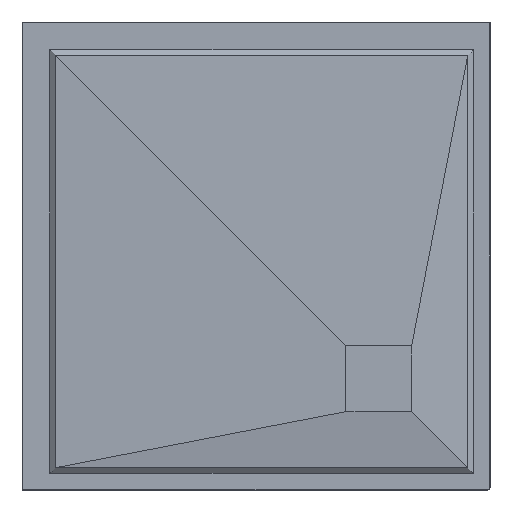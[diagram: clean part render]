
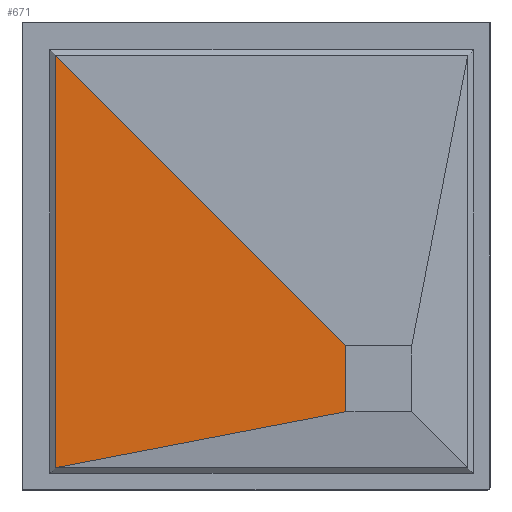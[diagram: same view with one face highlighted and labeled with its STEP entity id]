
A CAD part, front view. The second image highlights one B-rep face of the part: STEP entity #671.
In plain terms, the highlighted planar face has unit normal (-0.024, -1, 0).
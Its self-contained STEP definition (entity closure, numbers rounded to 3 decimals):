
#179 = EDGE_CURVE ( 'NONE', #1791, #273, #283, .T. ) ;
#215 = VECTOR ( 'NONE', #3267, 1000. ) ;
#251 = DIRECTION ( 'NONE',  ( 0.982, -0.023, 0.189 ) ) ;
#273 = VERTEX_POINT ( 'NONE', #3186 ) ;
#283 = LINE ( 'NONE', #1682, #3279 ) ;
#315 = EDGE_CURVE ( 'NONE', #273, #4432, #1744, .T. ) ;
#445 = DIRECTION ( 'NONE',  ( 0., 0., -1. ) ) ;
#474 = CARTESIAN_POINT ( 'NONE',  ( -433., -8., 433. ) ) ;
#671 = ADVANCED_FACE ( 'NONE', ( #1914 ), #1158, .T. ) ;
#1107 = CARTESIAN_POINT ( 'NONE',  ( -433., -8., -457. ) ) ;
#1158 = PLANE ( 'NONE',  #2995 ) ;
#1256 = CARTESIAN_POINT ( 'NONE',  ( -119.5, -15.5, -396.5 ) ) ;
#1682 = CARTESIAN_POINT ( 'NONE',  ( -119.5, -15.5, 119.5 ) ) ;
#1744 = LINE ( 'NONE', #4200, #2711 ) ;
#1791 = VERTEX_POINT ( 'NONE', #2327 ) ;
#1914 = FACE_OUTER_BOUND ( 'NONE', #4051, .T. ) ;
#2202 = VECTOR ( 'NONE', #251, 1000. ) ;
#2327 = CARTESIAN_POINT ( 'NONE',  ( -433., -8., 433. ) ) ;
#2384 = ORIENTED_EDGE ( 'NONE', *, *, #3442, .T. ) ;
#2411 = DIRECTION ( 'NONE',  ( 0.707, -0.017, -0.707 ) ) ;
#2537 = EDGE_CURVE ( 'NONE', #1791, #3495, #4303, .T. ) ;
#2690 = ORIENTED_EDGE ( 'NONE', *, *, #179, .F. ) ;
#2711 = VECTOR ( 'NONE', #445, 1000. ) ;
#2995 = AXIS2_PLACEMENT_3D ( 'NONE', #474, #3291, #3979 ) ;
#3186 = CARTESIAN_POINT ( 'NONE',  ( 194., -23., -194. ) ) ;
#3267 = DIRECTION ( 'NONE',  ( 0., 0., -1. ) ) ;
#3279 = VECTOR ( 'NONE', #2411, 1000. ) ;
#3291 = DIRECTION ( 'NONE',  ( -0.024, -1., 0. ) ) ;
#3371 = LINE ( 'NONE', #1256, #2202 ) ;
#3442 = EDGE_CURVE ( 'NONE', #3495, #4432, #3371, .T. ) ;
#3485 = CARTESIAN_POINT ( 'NONE',  ( 194., -23., -336. ) ) ;
#3495 = VERTEX_POINT ( 'NONE', #1107 ) ;
#3891 = ORIENTED_EDGE ( 'NONE', *, *, #315, .F. ) ;
#3924 = CARTESIAN_POINT ( 'NONE',  ( -433., -8., -12. ) ) ;
#3979 = DIRECTION ( 'NONE',  ( 0., 0., -1. ) ) ;
#4042 = ORIENTED_EDGE ( 'NONE', *, *, #2537, .T. ) ;
#4051 = EDGE_LOOP ( 'NONE', ( #4042, #2384, #3891, #2690 ) ) ;
#4200 = CARTESIAN_POINT ( 'NONE',  ( 194., -23., -265. ) ) ;
#4303 = LINE ( 'NONE', #3924, #215 ) ;
#4432 = VERTEX_POINT ( 'NONE', #3485 ) ;
